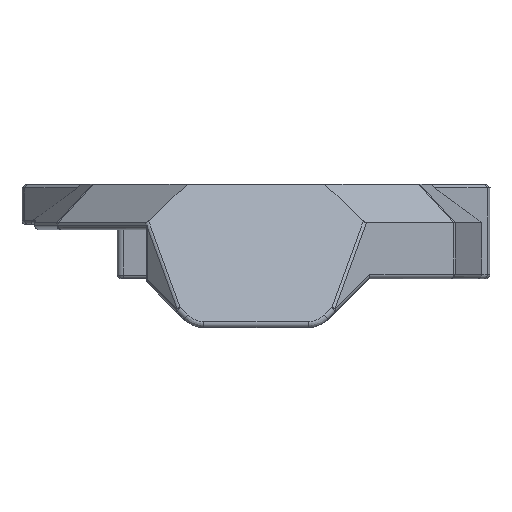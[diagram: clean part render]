
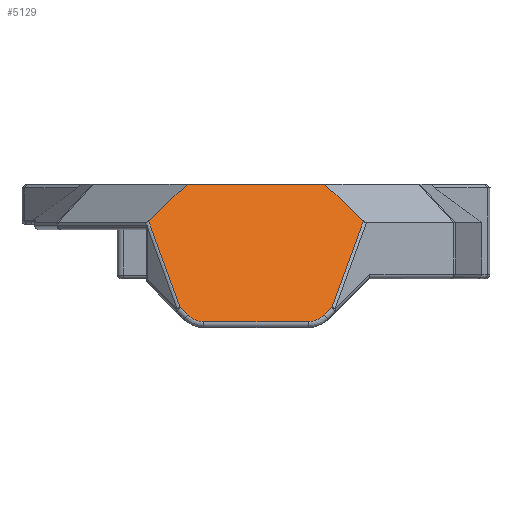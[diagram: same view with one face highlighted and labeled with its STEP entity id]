
A CAD part, front view. The second image highlights one B-rep face of the part: STEP entity #5129.
In plain terms, the highlighted face is planar.
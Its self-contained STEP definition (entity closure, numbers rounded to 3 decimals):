
#201=ELLIPSE('',#5646,2.661,2.5);
#206=ELLIPSE('',#5661,2.661,2.5);
#326=PLANE('',#5660);
#455=LINE('',#7300,#871);
#627=LINE('',#8734,#1043);
#693=LINE('',#9126,#1109);
#829=LINE('',#9520,#1245);
#840=LINE('',#9614,#1256);
#841=LINE('',#9616,#1257);
#842=LINE('',#9618,#1258);
#843=LINE('',#9621,#1259);
#871=VECTOR('',#5784,10.);
#1043=VECTOR('',#6324,10.);
#1109=VECTOR('',#6620,10.);
#1245=VECTOR('',#7020,10.);
#1256=VECTOR('',#7071,10.);
#1257=VECTOR('',#7074,10.);
#1258=VECTOR('',#7075,10.);
#1259=VECTOR('',#7078,10.);
#1549=FACE_OUTER_BOUND('',#1868,.T.);
#1868=EDGE_LOOP('',(#4614,#4615,#4616,#4617,#4618,#4619,#4620,#4621,#4622,
#4623));
#2140=VERTEX_POINT('',#7297);
#2141=VERTEX_POINT('',#7299);
#2400=VERTEX_POINT('',#8731);
#2401=VERTEX_POINT('',#8733);
#2476=VERTEX_POINT('',#9123);
#2477=VERTEX_POINT('',#9125);
#2565=VERTEX_POINT('',#9518);
#2568=VERTEX_POINT('',#9589);
#2573=VERTEX_POINT('',#9617);
#2574=VERTEX_POINT('',#9619);
#2604=EDGE_CURVE('',#2141,#2140,#455,.F.);
#2947=EDGE_CURVE('',#2400,#2401,#627,.T.);
#3086=EDGE_CURVE('',#2476,#2477,#693,.T.);
#3265=EDGE_CURVE('',#2565,#2400,#829,.T.);
#3273=EDGE_CURVE('',#2401,#2568,#201,.T.);
#3287=EDGE_CURVE('',#2565,#2141,#840,.T.);
#3288=EDGE_CURVE('',#2140,#2477,#841,.F.);
#3289=EDGE_CURVE('',#2573,#2476,#842,.T.);
#3290=EDGE_CURVE('',#2574,#2573,#206,.T.);
#3291=EDGE_CURVE('',#2568,#2574,#843,.T.);
#4614=ORIENTED_EDGE('',*,*,#3265,.F.);
#4615=ORIENTED_EDGE('',*,*,#3287,.T.);
#4616=ORIENTED_EDGE('',*,*,#2604,.T.);
#4617=ORIENTED_EDGE('',*,*,#3288,.T.);
#4618=ORIENTED_EDGE('',*,*,#3086,.F.);
#4619=ORIENTED_EDGE('',*,*,#3289,.F.);
#4620=ORIENTED_EDGE('',*,*,#3290,.F.);
#4621=ORIENTED_EDGE('',*,*,#3291,.F.);
#4622=ORIENTED_EDGE('',*,*,#3273,.F.);
#4623=ORIENTED_EDGE('',*,*,#2947,.F.);
#5129=ADVANCED_FACE('',(#1549),#326,.T.);
#5646=AXIS2_PLACEMENT_3D('',#9590,#7037,#7038);
#5660=AXIS2_PLACEMENT_3D('',#9615,#7072,#7073);
#5661=AXIS2_PLACEMENT_3D('',#9620,#7076,#7077);
#5784=DIRECTION('',(-1.,0.,0.));
#6324=DIRECTION('',(0.685,-0.25,0.685));
#6620=DIRECTION('',(0.324,0.324,-0.889));
#7020=DIRECTION('',(0.324,-0.324,0.889));
#7037=DIRECTION('center_axis',(0.,0.939,
0.343));
#7038=DIRECTION('ref_axis',(0.,-0.343,0.939));
#7071=DIRECTION('',(0.702,0.244,-0.669));
#7072=DIRECTION('center_axis',(0.,-0.939,
-0.343));
#7073=DIRECTION('ref_axis',(-1.,0.,0.));
#7074=DIRECTION('',(-0.702,0.244,-0.669));
#7075=DIRECTION('',(0.685,0.25,-0.685));
#7076=DIRECTION('center_axis',(0.,0.939,
0.343));
#7077=DIRECTION('ref_axis',(0.,-0.343,0.939));
#7078=DIRECTION('',(1.,0.,0.));
#7297=CARTESIAN_POINT('',(7.588,-24.041,-3.4));
#7299=CARTESIAN_POINT('',(-7.588,-24.041,-3.4));
#7300=CARTESIAN_POINT('',(0.923,-24.041,-3.4));
#8731=CARTESIAN_POINT('',(-8.36,-28.992,10.176));
#8733=CARTESIAN_POINT('',(-7.525,-29.297,11.011));
#8734=CARTESIAN_POINT('',(-8.493,-28.944,10.043));
#9123=CARTESIAN_POINT('',(8.36,-28.992,10.176));
#9125=CARTESIAN_POINT('',(11.835,-25.517,0.647));
#9126=CARTESIAN_POINT('',(8.599,-28.753,9.52));
#9518=CARTESIAN_POINT('',(-11.835,-25.517,0.647));
#9520=CARTESIAN_POINT('',(-8.405,-28.947,10.052));
#9589=CARTESIAN_POINT('',(-5.757,-29.564,11.743));
#9590=CARTESIAN_POINT('Origin',(-5.757,-28.652,9.243));
#9614=CARTESIAN_POINT('',(-9.411,-24.675,-1.663));
#9615=CARTESIAN_POINT('Origin',(1.845,-25.205,-0.21));
#9616=CARTESIAN_POINT('',(9.603,-24.741,-1.48));
#9617=CARTESIAN_POINT('',(7.525,-29.297,11.011));
#9618=CARTESIAN_POINT('',(9.358,-28.628,9.178));
#9619=CARTESIAN_POINT('',(5.757,-29.564,11.743));
#9620=CARTESIAN_POINT('Origin',(5.757,-28.652,9.243));
#9621=CARTESIAN_POINT('',(0.923,-29.564,11.743));
